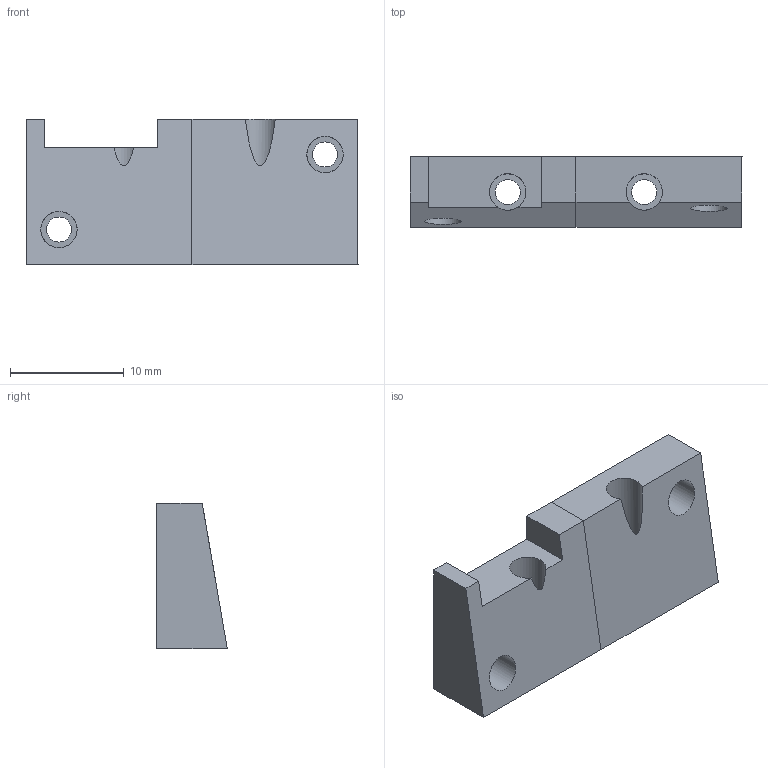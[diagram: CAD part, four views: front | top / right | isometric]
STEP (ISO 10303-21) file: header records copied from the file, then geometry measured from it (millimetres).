
FILE_DESCRIPTION(('FreeCAD Model'),'2;1');
FILE_NAME('GP2Y0A41SK0F-mounting_horizontal.step','2018-07-24T00:58:22',('Author'),(''), 'Open CASCADE STEP processor 7.2','FreeCAD','Unknown');
FILE_SCHEMA(('AUTOMOTIVE_DESIGN { 1 0 10303 214 1 1 1 1 }'));
Length unit declared in the file: millimetre
Products named in the file (1): GP2Y0A41SK0F-mounting_horizontal
Bounding box: 29.2 x 6.2 x 12.8 mm (x, y, z)
Volume: 1569.3 mm3; surface area: 1417.1 mm2
Topology: 1 solids, 1 shells, 26 faces, 62 edges, 40 vertices
Faces by surface type: plane 18, cylinder 8
Full cylindrical faces by diameter (mm): 2.2 x4, 3.2 x4
Entity records: 1655 total; most frequent: CARTESIAN_POINT 351, DIRECTION 242, LINE 132, VECTOR 132, ORIENTED_EDGE 124, PCURVE 124, DEFINITIONAL_REPRESENTATION 124, EDGE_CURVE 62
